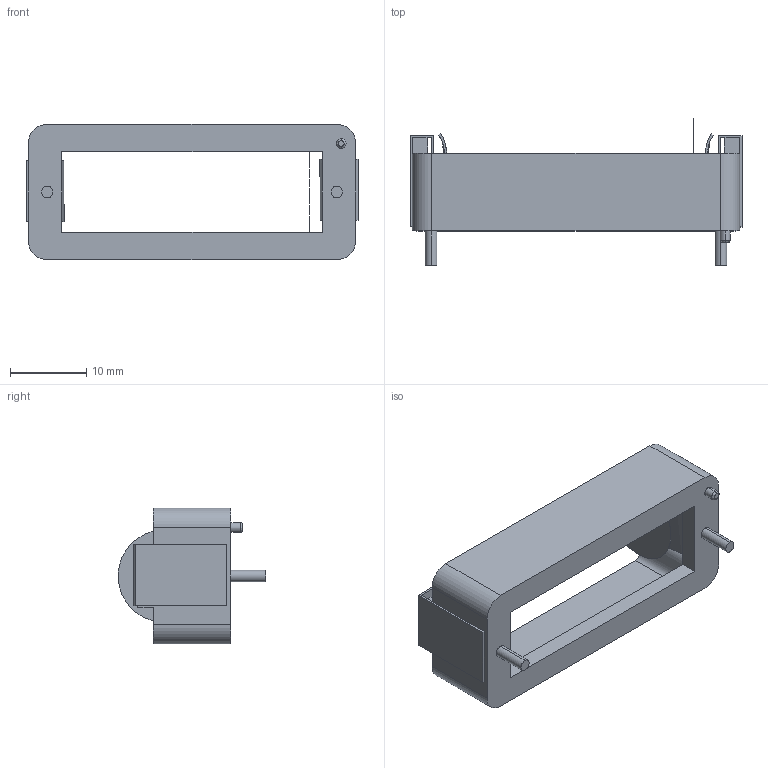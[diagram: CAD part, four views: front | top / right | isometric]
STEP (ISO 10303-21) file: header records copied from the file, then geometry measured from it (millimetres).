
FILE_DESCRIPTION(('FreeCAD Model'),'2;1');
FILE_NAME('mpd-bh123a-nobat.step', '2018-06-01T06:42:36',('Author'),(''), 'Open CASCADE STEP processor 6.8','FreeCAD','Unknown');
FILE_SCHEMA(('AUTOMOTIVE_DESIGN_CC2 { 1 2 10303 214 -1 1 5 4 }'));
Length unit declared in the file: millimetre
Products named in the file (4): User_Library-BH123A_assembly-004; User_Library-BH123A_assembly-1; User_Library-BH123A_assembly-002; User_Library-BH123A_assembly-003
Bounding box: 43.53 x 19.34 x 17.78 mm (x, y, z)
Volume: 2168.2 mm3; surface area: 4732 mm2
Topology: 4 solids, 4 shells, 79 faces, 199 edges, 132 vertices
Faces by surface type: plane 60, cylinder 12, bspline 7
Entity records: 7611 total; most frequent: CARTESIAN_POINT 3156, DIRECTION 657, LINE 451, VECTOR 451, ORIENTED_EDGE 398, PCURVE 398, DEFINITIONAL_REPRESENTATION 398, EDGE_CURVE 199
